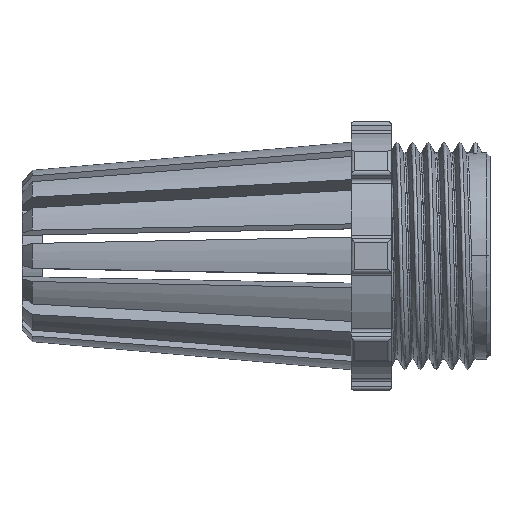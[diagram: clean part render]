
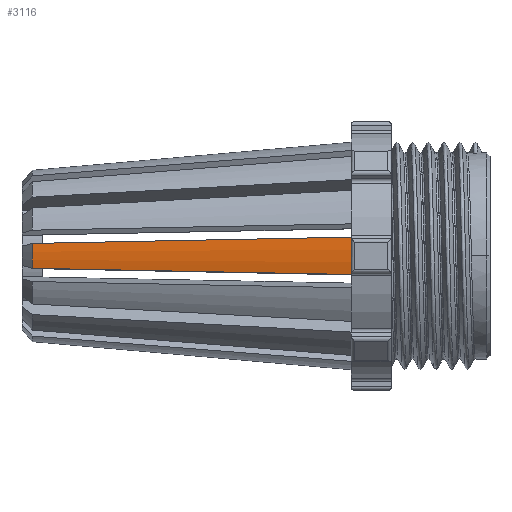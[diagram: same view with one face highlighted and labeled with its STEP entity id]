
A CAD part, top view. The second image highlights one B-rep face of the part: STEP entity #3116.
In plain terms, the highlighted conical face has half-angle 5.018 degrees and reference radius 16.75 mm.
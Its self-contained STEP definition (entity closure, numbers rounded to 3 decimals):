
#13 = CONICAL_SURFACE ( 'NONE', #3370, 16.75, 0.088 ) ;
#228 = CARTESIAN_POINT ( 'NONE',  ( -40.858, 2.345, 14.769 ) ) ;
#483 = DIRECTION ( 'NONE',  ( 0., 0., 1. ) ) ;
#642 = EDGE_CURVE ( 'NONE', #6491, #1420, #2521, .T. ) ;
#1420 = VERTEX_POINT ( 'NONE', #3117 ) ;
#1493 = CIRCLE ( 'NONE', #6286, 12.631 ) ;
#1599 = CARTESIAN_POINT ( 'NONE',  ( -67.306, 0., 0. ) ) ;
#2136 = CARTESIAN_POINT ( 'NONE',  ( -51.879, -2.129, 13.823 ) ) ;
#2468 = ORIENTED_EDGE ( 'NONE', *, *, #3133, .T. ) ;
#2521 = CIRCLE ( 'NONE', #7155, 16.75 ) ;
#2557 = ORIENTED_EDGE ( 'NONE', *, *, #5129, .T. ) ;
#3090 = CARTESIAN_POINT ( 'NONE',  ( -51.087, 2.145, 13.891 ) ) ;
#3116 = ADVANCED_FACE ( 'NONE', ( #5538 ), #13, .T. ) ;
#3117 = CARTESIAN_POINT ( 'NONE',  ( -20.4, 2.746, 16.523 ) ) ;
#3133 = EDGE_CURVE ( 'NONE', #1420, #9126, #7442, .T. ) ;
#3286 = CARTESIAN_POINT ( 'NONE',  ( -61.899, 1.933, 12.963 ) ) ;
#3338 = B_SPLINE_CURVE_WITH_KNOTS ( 'NONE', 3,
 ( #9042, #5247, #2136, #9090, #5353, #3638, #8250 ),
 .UNSPECIFIED., .F., .F.,
 ( 4, 3, 4 ),
 ( 0., 0.023, 0.047 ),
 .UNSPECIFIED. ) ;
#3370 = AXIS2_PLACEMENT_3D ( 'NONE', #7695, #6195, #9244 ) ;
#3499 = ORIENTED_EDGE ( 'NONE', *, *, #8654, .T. ) ;
#3638 = CARTESIAN_POINT ( 'NONE',  ( -28.322, -2.591, 15.844 ) ) ;
#4665 = DIRECTION ( 'NONE',  ( 1., 0., 0. ) ) ;
#5129 = EDGE_CURVE ( 'NONE', #9188, #6491, #3338, .T. ) ;
#5247 = CARTESIAN_POINT ( 'NONE',  ( -59.592, -1.978, 13.161 ) ) ;
#5258 = ORIENTED_EDGE ( 'NONE', *, *, #642, .T. ) ;
#5353 = CARTESIAN_POINT ( 'NONE',  ( -36.243, -2.435, 15.165 ) ) ;
#5538 = FACE_OUTER_BOUND ( 'NONE', #6378, .T. ) ;
#5696 = CARTESIAN_POINT ( 'NONE',  ( -20.4, 0., 0. ) ) ;
#6195 = DIRECTION ( 'NONE',  ( 1., 0., 0. ) ) ;
#6286 = AXIS2_PLACEMENT_3D ( 'NONE', #1599, #4665, #7710 ) ;
#6293 = CARTESIAN_POINT ( 'NONE',  ( -30.629, 2.545, 15.646 ) ) ;
#6378 = EDGE_LOOP ( 'NONE', ( #3499, #2557, #5258, #2468 ) ) ;
#6491 = VERTEX_POINT ( 'NONE', #7818 ) ;
#7089 = CARTESIAN_POINT ( 'NONE',  ( -56.493, 2.039, 13.427 ) ) ;
#7155 = AXIS2_PLACEMENT_3D ( 'NONE', #5696, #8203, #483 ) ;
#7332 = CARTESIAN_POINT ( 'NONE',  ( -67.306, -1.827, 12.498 ) ) ;
#7442 = B_SPLINE_CURVE_WITH_KNOTS ( 'NONE', 3,
 ( #9348, #6293, #228, #3090, #7089, #3286, #8497 ),
 .UNSPECIFIED., .F., .F.,
 ( 4, 3, 4 ),
 ( 0., 0.031, 0.047 ),
 .UNSPECIFIED. ) ;
#7695 = CARTESIAN_POINT ( 'NONE',  ( -20.4, 0., 0. ) ) ;
#7710 = DIRECTION ( 'NONE',  ( 0., 0., 1. ) ) ;
#7818 = CARTESIAN_POINT ( 'NONE',  ( -20.4, -2.746, 16.523 ) ) ;
#8203 = DIRECTION ( 'NONE',  ( -1., 0., 0. ) ) ;
#8250 = CARTESIAN_POINT ( 'NONE',  ( -20.4, -2.746, 16.523 ) ) ;
#8497 = CARTESIAN_POINT ( 'NONE',  ( -67.306, 1.827, 12.498 ) ) ;
#8654 = EDGE_CURVE ( 'NONE', #9126, #9188, #1493, .T. ) ;
#9042 = CARTESIAN_POINT ( 'NONE',  ( -67.306, -1.827, 12.498 ) ) ;
#9090 = CARTESIAN_POINT ( 'NONE',  ( -44.165, -2.28, 14.485 ) ) ;
#9120 = CARTESIAN_POINT ( 'NONE',  ( -67.306, 1.827, 12.498 ) ) ;
#9126 = VERTEX_POINT ( 'NONE', #9120 ) ;
#9188 = VERTEX_POINT ( 'NONE', #7332 ) ;
#9244 = DIRECTION ( 'NONE',  ( 0., 0., -1. ) ) ;
#9348 = CARTESIAN_POINT ( 'NONE',  ( -20.4, 2.746, 16.523 ) ) ;
